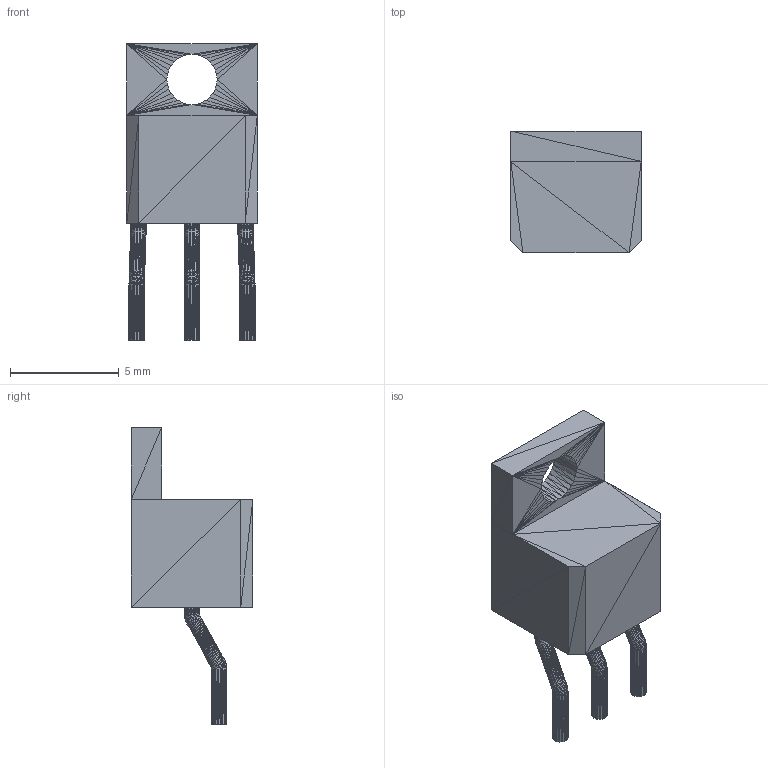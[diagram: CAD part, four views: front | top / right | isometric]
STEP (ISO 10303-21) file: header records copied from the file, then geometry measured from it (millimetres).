
FILE_DESCRIPTION(('STEP AP214'),'1');
FILE_NAME('TO_TSOP31236','2018-12-03T15:11:18',(''),(''),'','','');
FILE_SCHEMA(('AUTOMOTIVE_DESIGN'));
Length unit declared in the file: millimetre
Products named in the file (1): product
Bounding box: 5.99 x 5.59 x 13.64 mm (x, y, z)
Surface area: 268.8 mm2 (no closed solid volume)
Topology: 0 solids, 2472 shells, 2472 faces, 7416 edges, 7416 vertices
Faces by surface type: plane 2472
Entity records: 81644 total; most frequent: CARTESIAN_POINT 17305, DIRECTION 12362, ORIENTED_EDGE 7416, EDGE_CURVE 7416, VERTEX_POINT 7416, LINE 7416, VECTOR 7416, AXIS2_PLACEMENT_3D 2473
